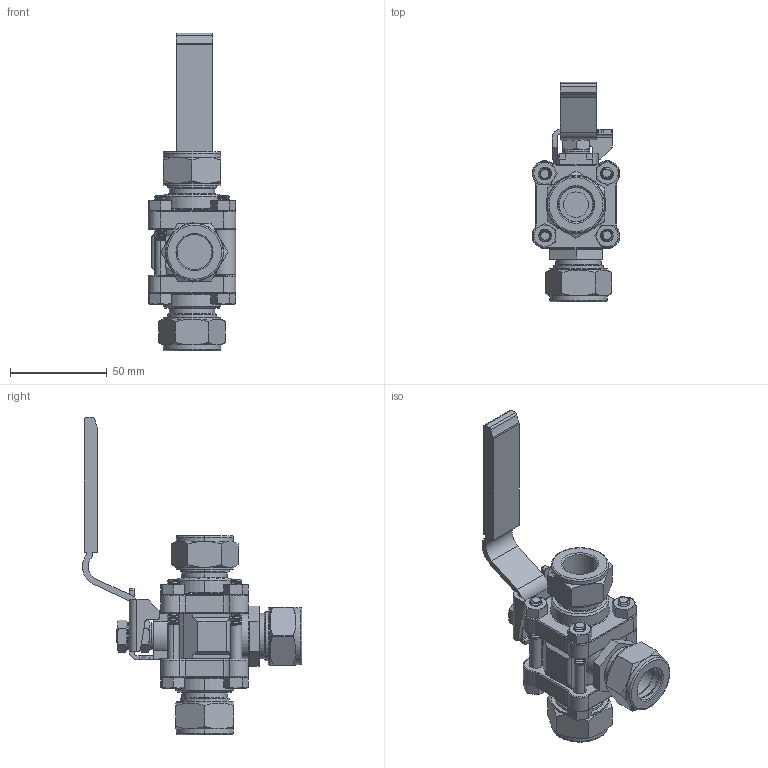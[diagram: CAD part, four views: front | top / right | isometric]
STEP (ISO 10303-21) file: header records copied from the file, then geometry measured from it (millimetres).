
FILE_DESCRIPTION(('FreeCAD Model'),'2;1');
FILE_NAME('Open CASCADE Shape Model','2025-11-13T16:10:12',('Author'),( ''),'Open CASCADE STEP processor 7.8','FreeCAD','Unknown');
FILE_SCHEMA(('AUTOMOTIVE_DESIGN { 1 0 10303 214 1 1 1 1 }'));
Length unit declared in the file: millimetre
Products named in the file (15): BVN3-2C-3B-D-18M-316; SOLID; SOLID001; SOLID002; SOLID003; SOLID004; SOLID005; SOLID006; SOLID007; SOLID008; SOLID009; SOLID010; SOLID011; SOLID012; COMPOUND
Assembly tree (14 placements, depth 2):
  BVN3-2C-3B-D-18M-316
    SOLID
    SOLID001
    SOLID002
    SOLID003
    SOLID004
    SOLID005
    SOLID006
    SOLID007
    SOLID008
    SOLID009
    SOLID010
    SOLID011
    SOLID012
    COMPOUND
Bounding box: 45.39 x 113.56 x 164.35 mm (x, y, z)
Volume: 130713 mm3; surface area: 59016.6 mm2
Topology: 17 solids, 18 shells, 928 faces, 2670 edges, 2679 vertices
Faces by surface type: cylinder 340, plane 243, cone 213, torus 68, bspline 64
Full cylindrical faces by diameter (mm): 18.13 x1, 18.15 x2, 18.18 x1, 20.67 x1, 21.35 x1, 22.64 x1, 22.9 x1, 23.5 x2, 23.63 x2, 24.026 x1, 25.4 x1, 25.8 x1, 29.6 x2
Entity records: 50571 total; most frequent: CARTESIAN_POINT 26510, ORIENTED_EDGE 4688, DIRECTION 4459, EDGE_CURVE 2344, AXIS2_PLACEMENT_3D 1788, VERTEX_POINT 1487, FACE_BOUND 999, EDGE_LOOP 999
